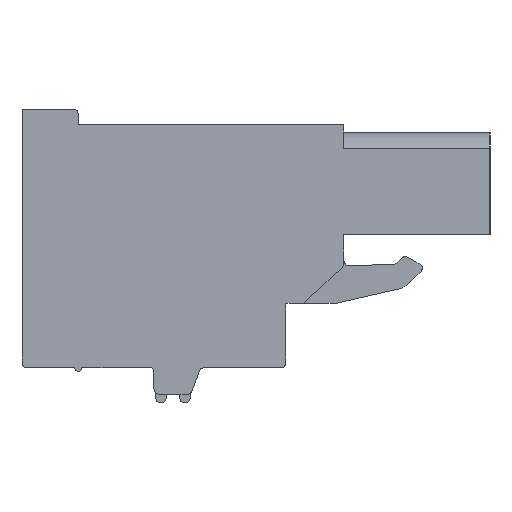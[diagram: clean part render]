
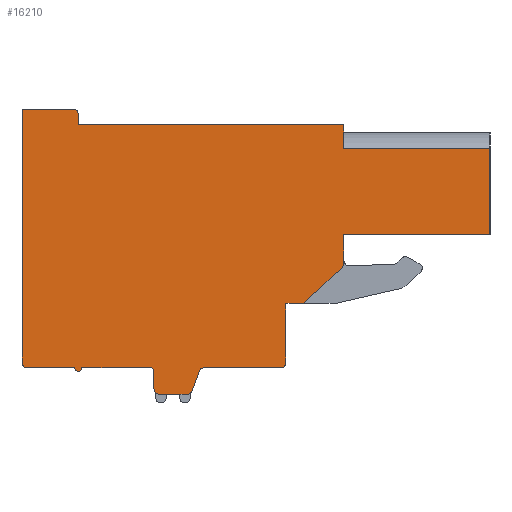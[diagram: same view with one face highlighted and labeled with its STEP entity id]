
A CAD part, left-side view. The second image highlights one B-rep face of the part: STEP entity #16210.
In plain terms, the highlighted planar face has unit normal (-1, 0, 0).
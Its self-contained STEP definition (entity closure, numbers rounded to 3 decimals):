
#1=DIRECTION('',(0.,1.,0.));
#2=VECTOR('',#1,8.3);
#3=CARTESIAN_POINT('',(0.,-13.96,5.635));
#4=LINE('',#3,#2);
#5=DIRECTION('',(0.,1.,0.));
#6=VECTOR('',#5,8.3);
#7=CARTESIAN_POINT('',(0.,-13.96,0.73));
#8=LINE('',#7,#6);
#9=DIRECTION('',(0.,0.,-1.));
#10=VECTOR('',#9,1.64);
#11=CARTESIAN_POINT('',(0.,-5.66,0.73));
#12=LINE('',#11,#10);
#13=CARTESIAN_POINT('',(0.,-5.36,-0.91));
#14=DIRECTION('',(1.,0.,0.));
#15=DIRECTION('',(0.,-1.,0.));
#16=AXIS2_PLACEMENT_3D('',#13,#14,#15);
#18=DIRECTION('',(0.,0.731,-0.683));
#19=VECTOR('',#18,3.018);
#20=CARTESIAN_POINT('',(0.,-5.565,-1.129));
#21=LINE('',#20,#19);
#22=DIRECTION('',(0.,1.,0.));
#23=VECTOR('',#22,1.);
#24=CARTESIAN_POINT('',(0.,-3.36,-3.19));
#25=LINE('',#24,#23);
#26=DIRECTION('',(0.,0.,-1.));
#27=VECTOR('',#26,0.5);
#28=CARTESIAN_POINT('',(0.,-2.36,-3.19));
#29=LINE('',#28,#27);
#30=DIRECTION('',(0.,0.,-1.));
#31=VECTOR('',#30,2.35);
#32=CARTESIAN_POINT('',(0.,-2.36,-3.69));
#33=LINE('',#32,#31);
#34=DIRECTION('',(0.,0.,-1.));
#35=VECTOR('',#34,0.5);
#36=CARTESIAN_POINT('',(0.,-2.36,-6.04));
#37=LINE('',#36,#35);
#38=CARTESIAN_POINT('',(0.,-2.06,-6.54));
#39=DIRECTION('',(1.,0.,0.));
#40=DIRECTION('',(0.,-1.,0.));
#41=AXIS2_PLACEMENT_3D('',#38,#39,#40);
#43=DIRECTION('',(0.,1.,0.));
#44=VECTOR('',#43,4.34);
#45=CARTESIAN_POINT('',(0.,-2.06,-6.84));
#46=LINE('',#45,#44);
#47=CARTESIAN_POINT('',(0.,2.28,-7.14));
#48=DIRECTION('',(-1.,0.,0.));
#49=DIRECTION('',(0.,0.,1.));
#50=AXIS2_PLACEMENT_3D('',#47,#48,#49);
#52=DIRECTION('',(0.,0.345,-0.939));
#53=VECTOR('',#52,1.179);
#54=CARTESIAN_POINT('',(0.,2.562,-7.037));
#55=LINE('',#54,#53);
#56=CARTESIAN_POINT('',(0.,3.25,-8.04));
#57=DIRECTION('',(1.,0.,0.));
#58=DIRECTION('',(0.,-0.939,-0.345));
#59=AXIS2_PLACEMENT_3D('',#56,#57,#58);
#61=DIRECTION('',(0.,1.,0.));
#62=VECTOR('',#61,1.59);
#63=CARTESIAN_POINT('',(0.,3.25,-8.34));
#64=LINE('',#63,#62);
#65=CARTESIAN_POINT('',(0.,4.84,-8.04));
#66=DIRECTION('',(1.,0.,0.));
#67=DIRECTION('',(0.,0.,-1.));
#68=AXIS2_PLACEMENT_3D('',#65,#66,#67);
#70=DIRECTION('',(0.,0.,1.));
#71=VECTOR('',#70,1.);
#72=CARTESIAN_POINT('',(0.,5.14,-8.04));
#73=LINE('',#72,#71);
#74=CARTESIAN_POINT('',(0.,5.34,-7.04));
#75=DIRECTION('',(-1.,0.,0.));
#76=DIRECTION('',(0.,-1.,0.));
#77=AXIS2_PLACEMENT_3D('',#74,#75,#76);
#79=DIRECTION('',(0.,1.,0.));
#80=VECTOR('',#79,3.9);
#81=CARTESIAN_POINT('',(0.,5.34,-6.84));
#82=LINE('',#81,#80);
#83=CARTESIAN_POINT('',(0.,9.44,-6.84));
#84=DIRECTION('',(1.,0.,0.));
#85=DIRECTION('',(0.,-1.,0.));
#86=AXIS2_PLACEMENT_3D('',#83,#84,#85);
#88=DIRECTION('',(0.,1.,0.));
#89=VECTOR('',#88,2.7);
#90=CARTESIAN_POINT('',(0.,9.64,-6.84));
#91=LINE('',#90,#89);
#92=CARTESIAN_POINT('',(0.,12.34,-6.54));
#93=DIRECTION('',(1.,0.,0.));
#94=DIRECTION('',(0.,0.,-1.));
#95=AXIS2_PLACEMENT_3D('',#92,#93,#94);
#97=DIRECTION('',(0.,0.,1.));
#98=VECTOR('',#97,0.5);
#99=CARTESIAN_POINT('',(0.,12.64,-6.54));
#100=LINE('',#99,#98);
#101=DIRECTION('',(0.,0.,1.));
#102=VECTOR('',#101,13.9);
#103=CARTESIAN_POINT('',(0.,12.64,-6.04));
#104=LINE('',#103,#102);
#105=DIRECTION('',(0.,-1.,0.));
#106=VECTOR('',#105,2.9);
#107=CARTESIAN_POINT('',(0.,12.64,7.86));
#108=LINE('',#107,#106);
#109=CARTESIAN_POINT('',(0.,9.74,7.56));
#110=DIRECTION('',(1.,0.,0.));
#111=DIRECTION('',(0.,0.,1.));
#112=AXIS2_PLACEMENT_3D('',#109,#110,#111);
#114=DIRECTION('',(0.,0.,-1.));
#115=VECTOR('',#114,0.6);
#116=CARTESIAN_POINT('',(0.,9.44,7.56));
#117=LINE('',#116,#115);
#118=DIRECTION('',(0.,-1.,0.));
#119=VECTOR('',#118,15.1);
#120=CARTESIAN_POINT('',(0.,9.44,6.96));
#121=LINE('',#120,#119);
#310=DIRECTION('',(0.,0.,1.));
#311=VECTOR('',#310,1.325);
#312=CARTESIAN_POINT('',(0.,-5.66,5.635));
#313=LINE('',#312,#311);
#887=DIRECTION('',(0.,0.,1.));
#888=VECTOR('',#887,4.905);
#889=CARTESIAN_POINT('',(0.,-13.96,0.73));
#890=LINE('',#889,#888);
#12287=CARTESIAN_POINT('',(0.,12.34,-6.84));
#12288=CARTESIAN_POINT('',(0.,12.64,-6.54));
#12289=VERTEX_POINT('',#12287);
#12290=VERTEX_POINT('',#12288);
#12291=CARTESIAN_POINT('',(0.,12.64,-6.04));
#12292=VERTEX_POINT('',#12291);
#12293=CARTESIAN_POINT('',(0.,12.64,7.86));
#12294=VERTEX_POINT('',#12293);
#12295=CARTESIAN_POINT('',(0.,9.74,7.86));
#12296=VERTEX_POINT('',#12295);
#12297=CARTESIAN_POINT('',(0.,9.44,7.56));
#12298=VERTEX_POINT('',#12297);
#12299=CARTESIAN_POINT('',(0.,9.44,6.96));
#12300=VERTEX_POINT('',#12299);
#12301=CARTESIAN_POINT('',(0.,-5.66,6.96));
#12302=VERTEX_POINT('',#12301);
#12303=CARTESIAN_POINT('',(0.,-13.96,0.73));
#12304=CARTESIAN_POINT('',(0.,-5.66,0.73));
#12305=VERTEX_POINT('',#12303);
#12306=VERTEX_POINT('',#12304);
#12307=CARTESIAN_POINT('',(0.,-5.66,-0.91));
#12308=VERTEX_POINT('',#12307);
#12309=CARTESIAN_POINT('',(0.,-5.565,-1.129));
#12310=VERTEX_POINT('',#12309);
#12311=CARTESIAN_POINT('',(0.,-3.36,-3.19));
#12312=VERTEX_POINT('',#12311);
#12313=CARTESIAN_POINT('',(0.,-2.36,-3.19));
#12314=VERTEX_POINT('',#12313);
#12315=CARTESIAN_POINT('',(0.,-2.36,-3.69));
#12316=VERTEX_POINT('',#12315);
#12317=CARTESIAN_POINT('',(0.,-2.36,-6.04));
#12318=VERTEX_POINT('',#12317);
#12319=CARTESIAN_POINT('',(0.,-2.36,-6.54));
#12320=VERTEX_POINT('',#12319);
#12321=CARTESIAN_POINT('',(0.,-2.06,-6.84));
#12322=VERTEX_POINT('',#12321);
#12323=CARTESIAN_POINT('',(0.,2.28,-6.84));
#12324=VERTEX_POINT('',#12323);
#12325=CARTESIAN_POINT('',(0.,2.562,-7.037));
#12326=VERTEX_POINT('',#12325);
#12327=CARTESIAN_POINT('',(0.,2.968,-8.143));
#12328=VERTEX_POINT('',#12327);
#12329=CARTESIAN_POINT('',(0.,3.25,-8.34));
#12330=VERTEX_POINT('',#12329);
#12331=CARTESIAN_POINT('',(0.,4.84,-8.34));
#12332=VERTEX_POINT('',#12331);
#12333=CARTESIAN_POINT('',(0.,5.14,-8.04));
#12334=VERTEX_POINT('',#12333);
#12335=CARTESIAN_POINT('',(0.,5.14,-7.04));
#12336=VERTEX_POINT('',#12335);
#12337=CARTESIAN_POINT('',(0.,5.34,-6.84));
#12338=VERTEX_POINT('',#12337);
#12339=CARTESIAN_POINT('',(0.,9.24,-6.84));
#12340=VERTEX_POINT('',#12339);
#12341=CARTESIAN_POINT('',(0.,9.64,-6.84));
#12342=VERTEX_POINT('',#12341);
#12647=CARTESIAN_POINT('',(0.,-13.96,5.635));
#12648=CARTESIAN_POINT('',(0.,-5.66,5.635));
#12649=VERTEX_POINT('',#12647);
#12650=VERTEX_POINT('',#12648);
#16143=CARTESIAN_POINT('',(0.,0.,0.));
#16144=DIRECTION('',(1.,0.,0.));
#16145=DIRECTION('',(0.,-1.,0.));
#16146=AXIS2_PLACEMENT_3D('',#16143,#16144,#16145);
#16147=PLANE('',#16146);
#16149=ORIENTED_EDGE('',*,*,#16148,.F.);
#16151=ORIENTED_EDGE('',*,*,#16150,.F.);
#16153=ORIENTED_EDGE('',*,*,#16152,.T.);
#16155=ORIENTED_EDGE('',*,*,#16154,.T.);
#16157=ORIENTED_EDGE('',*,*,#16156,.T.);
#16159=ORIENTED_EDGE('',*,*,#16158,.T.);
#16161=ORIENTED_EDGE('',*,*,#16160,.T.);
#16163=ORIENTED_EDGE('',*,*,#16162,.T.);
#16165=ORIENTED_EDGE('',*,*,#16164,.T.);
#16167=ORIENTED_EDGE('',*,*,#16166,.T.);
#16169=ORIENTED_EDGE('',*,*,#16168,.T.);
#16171=ORIENTED_EDGE('',*,*,#16170,.T.);
#16173=ORIENTED_EDGE('',*,*,#16172,.T.);
#16175=ORIENTED_EDGE('',*,*,#16174,.T.);
#16177=ORIENTED_EDGE('',*,*,#16176,.T.);
#16179=ORIENTED_EDGE('',*,*,#16178,.T.);
#16181=ORIENTED_EDGE('',*,*,#16180,.T.);
#16183=ORIENTED_EDGE('',*,*,#16182,.T.);
#16185=ORIENTED_EDGE('',*,*,#16184,.T.);
#16187=ORIENTED_EDGE('',*,*,#16186,.T.);
#16189=ORIENTED_EDGE('',*,*,#16188,.T.);
#16191=ORIENTED_EDGE('',*,*,#16190,.T.);
#16193=ORIENTED_EDGE('',*,*,#16192,.T.);
#16195=ORIENTED_EDGE('',*,*,#16194,.T.);
#16197=ORIENTED_EDGE('',*,*,#16196,.T.);
#16199=ORIENTED_EDGE('',*,*,#16198,.T.);
#16201=ORIENTED_EDGE('',*,*,#16200,.T.);
#16203=ORIENTED_EDGE('',*,*,#16202,.T.);
#16205=ORIENTED_EDGE('',*,*,#16204,.T.);
#16207=ORIENTED_EDGE('',*,*,#16206,.F.);
#16208=EDGE_LOOP('',(#16149,#16151,#16153,#16155,#16157,#16159,#16161,#16163,
#16165,#16167,#16169,#16171,#16173,#16175,#16177,#16179,#16181,#16183,#16185,
#16187,#16189,#16191,#16193,#16195,#16197,#16199,#16201,#16203,#16205,#16207));
#16209=FACE_OUTER_BOUND('',#16208,.F.);
#16210=ADVANCED_FACE('',(#16209),#16147,.F.);
#17=CIRCLE('',#16,0.3);
#42=CIRCLE('',#41,0.3);
#51=CIRCLE('',#50,0.3);
#60=CIRCLE('',#59,0.3);
#69=CIRCLE('',#68,0.3);
#78=CIRCLE('',#77,0.2);
#87=CIRCLE('',#86,0.2);
#96=CIRCLE('',#95,0.3);
#113=CIRCLE('',#112,0.3);
#16148=EDGE_CURVE('',#12649,#12650,#4,.T.);
#16150=EDGE_CURVE('',#12305,#12649,#890,.T.);
#16152=EDGE_CURVE('',#12305,#12306,#8,.T.);
#16154=EDGE_CURVE('',#12306,#12308,#12,.T.);
#16156=EDGE_CURVE('',#12308,#12310,#17,.T.);
#16158=EDGE_CURVE('',#12310,#12312,#21,.T.);
#16160=EDGE_CURVE('',#12312,#12314,#25,.T.);
#16162=EDGE_CURVE('',#12314,#12316,#29,.T.);
#16164=EDGE_CURVE('',#12316,#12318,#33,.T.);
#16166=EDGE_CURVE('',#12318,#12320,#37,.T.);
#16168=EDGE_CURVE('',#12320,#12322,#42,.T.);
#16170=EDGE_CURVE('',#12322,#12324,#46,.T.);
#16172=EDGE_CURVE('',#12324,#12326,#51,.T.);
#16174=EDGE_CURVE('',#12326,#12328,#55,.T.);
#16176=EDGE_CURVE('',#12328,#12330,#60,.T.);
#16178=EDGE_CURVE('',#12330,#12332,#64,.T.);
#16180=EDGE_CURVE('',#12332,#12334,#69,.T.);
#16182=EDGE_CURVE('',#12334,#12336,#73,.T.);
#16184=EDGE_CURVE('',#12336,#12338,#78,.T.);
#16186=EDGE_CURVE('',#12338,#12340,#82,.T.);
#16188=EDGE_CURVE('',#12340,#12342,#87,.T.);
#16190=EDGE_CURVE('',#12342,#12289,#91,.T.);
#16192=EDGE_CURVE('',#12289,#12290,#96,.T.);
#16194=EDGE_CURVE('',#12290,#12292,#100,.T.);
#16196=EDGE_CURVE('',#12292,#12294,#104,.T.);
#16198=EDGE_CURVE('',#12294,#12296,#108,.T.);
#16200=EDGE_CURVE('',#12296,#12298,#113,.T.);
#16202=EDGE_CURVE('',#12298,#12300,#117,.T.);
#16204=EDGE_CURVE('',#12300,#12302,#121,.T.);
#16206=EDGE_CURVE('',#12650,#12302,#313,.T.);
